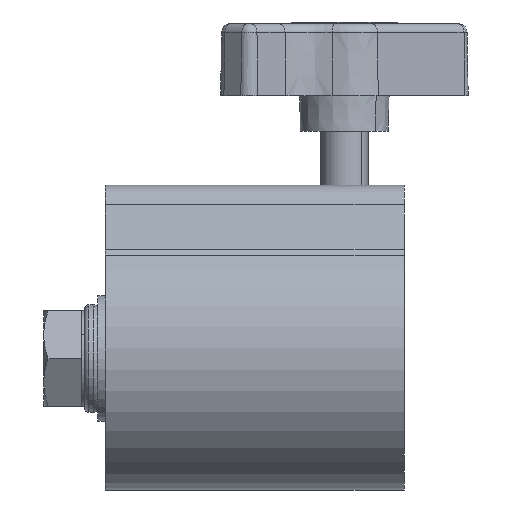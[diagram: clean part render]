
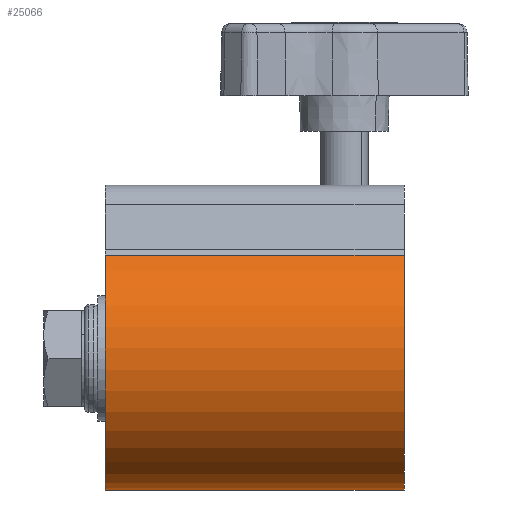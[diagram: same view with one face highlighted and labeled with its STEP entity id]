
A CAD part, left-side view. The second image highlights one B-rep face of the part: STEP entity #25066.
In plain terms, the highlighted cylindrical face has radius 22 mm (diameter 44 mm), a partial arc.
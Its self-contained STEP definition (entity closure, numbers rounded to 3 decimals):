
#865 = CARTESIAN_POINT ( 'NONE',  ( -13.575, 25., 17.312 ) ) ;
#1520 = EDGE_CURVE ( 'NONE', #11872, #4314, #23465, .T. ) ;
#1741 = CARTESIAN_POINT ( 'NONE',  ( -13.575, 25., 17.312 ) ) ;
#2760 = CARTESIAN_POINT ( 'NONE',  ( -13.575, -25., 17.312 ) ) ;
#4314 = VERTEX_POINT ( 'NONE', #2760 ) ;
#7018 = DIRECTION ( 'NONE',  ( 0., 0., 1. ) ) ;
#7159 = DIRECTION ( 'NONE',  ( 0., -1., 0. ) ) ;
#8657 = ORIENTED_EDGE ( 'NONE', *, *, #27047, .T. ) ;
#9356 = LINE ( 'NONE', #26427, #21268 ) ;
#10658 = EDGE_CURVE ( 'NONE', #39476, #11872, #9356, .T. ) ;
#11872 = VERTEX_POINT ( 'NONE', #27009 ) ;
#16333 = FACE_OUTER_BOUND ( 'NONE', #32232, .T. ) ;
#17798 = ORIENTED_EDGE ( 'NONE', *, *, #1520, .T. ) ;
#19263 = CARTESIAN_POINT ( 'NONE',  ( 0., -25., 0. ) ) ;
#21014 = DIRECTION ( 'NONE',  ( 0., 1., 0. ) ) ;
#21268 = VECTOR ( 'NONE', #38871, 1000. ) ;
#22768 = DIRECTION ( 'NONE',  ( 0., 0., 1. ) ) ;
#22946 = CARTESIAN_POINT ( 'NONE',  ( 0., 25., 0. ) ) ;
#23465 = CIRCLE ( 'NONE', #36162, 22. ) ;
#23892 = VERTEX_POINT ( 'NONE', #1741 ) ;
#25066 = ADVANCED_FACE ( 'NONE', ( #16333 ), #35126, .T. ) ;
#26427 = CARTESIAN_POINT ( 'NONE',  ( 0., 25., -22. ) ) ;
#27009 = CARTESIAN_POINT ( 'NONE',  ( 0., -25., -22. ) ) ;
#27047 = EDGE_CURVE ( 'NONE', #4314, #23892, #36287, .T. ) ;
#27299 = AXIS2_PLACEMENT_3D ( 'NONE', #35362, #7159, #30826 ) ;
#30303 = CIRCLE ( 'NONE', #43912, 22. ) ;
#30826 = DIRECTION ( 'NONE',  ( 0., 0., -1. ) ) ;
#31015 = DIRECTION ( 'NONE',  ( 0., 1., 0. ) ) ;
#32232 = EDGE_LOOP ( 'NONE', ( #43603, #34192, #17798, #8657 ) ) ;
#34192 = ORIENTED_EDGE ( 'NONE', *, *, #10658, .T. ) ;
#34504 = EDGE_CURVE ( 'NONE', #39476, #23892, #30303, .T. ) ;
#35126 = CYLINDRICAL_SURFACE ( 'NONE', #27299, 22. ) ;
#35362 = CARTESIAN_POINT ( 'NONE',  ( 0., 25., 0. ) ) ;
#36162 = AXIS2_PLACEMENT_3D ( 'NONE', #19263, #42716, #22768 ) ;
#36287 = LINE ( 'NONE', #865, #36948 ) ;
#36948 = VECTOR ( 'NONE', #21014, 1000. ) ;
#38871 = DIRECTION ( 'NONE',  ( 0., -1., 0. ) ) ;
#39476 = VERTEX_POINT ( 'NONE', #46749 ) ;
#42716 = DIRECTION ( 'NONE',  ( 0., 1., 0. ) ) ;
#43603 = ORIENTED_EDGE ( 'NONE', *, *, #34504, .F. ) ;
#43912 = AXIS2_PLACEMENT_3D ( 'NONE', #22946, #31015, #7018 ) ;
#46749 = CARTESIAN_POINT ( 'NONE',  ( 0., 25., -22. ) ) ;
